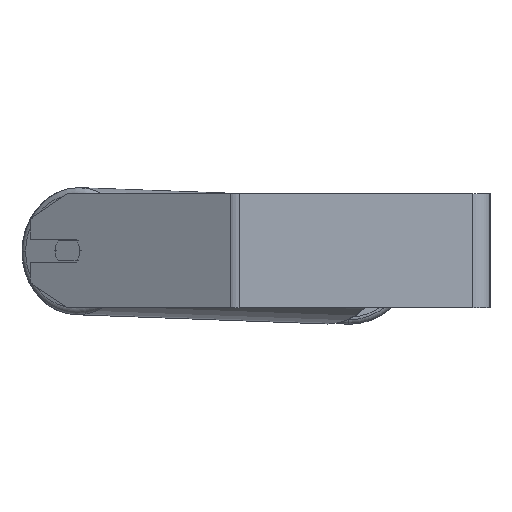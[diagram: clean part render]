
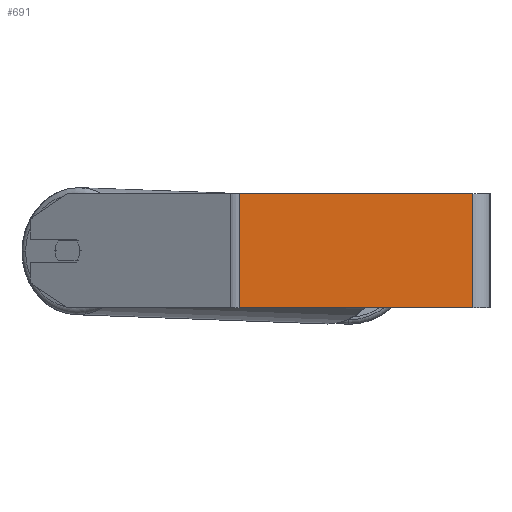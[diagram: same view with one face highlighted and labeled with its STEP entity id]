
A CAD part, left-side view. The second image highlights one B-rep face of the part: STEP entity #691.
In plain terms, the highlighted planar face has unit normal (-1, 0, 0).
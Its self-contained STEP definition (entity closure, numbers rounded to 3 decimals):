
#90 = EDGE_CURVE ( 'NONE', #7236, #1132, #4115, .T. ) ;
#204 = DIRECTION ( 'NONE',  ( 0., 0., -1. ) ) ;
#261 = DIRECTION ( 'NONE',  ( 0., 0., -1. ) ) ;
#314 = CARTESIAN_POINT ( 'NONE',  ( -605., 12., -40. ) ) ;
#473 = DIRECTION ( 'NONE',  ( 0., -1., 0. ) ) ;
#691 = ADVANCED_FACE ( 'NONE', ( #2917 ), #8173, .F. ) ;
#695 = ORIENTED_EDGE ( 'NONE', *, *, #5217, .T. ) ;
#1043 = VERTEX_POINT ( 'NONE', #2187 ) ;
#1132 = VERTEX_POINT ( 'NONE', #314 ) ;
#1221 = VERTEX_POINT ( 'NONE', #3536 ) ;
#1333 = CARTESIAN_POINT ( 'NONE',  ( -605., 12., 40. ) ) ;
#1884 = AXIS2_PLACEMENT_3D ( 'NONE', #8212, #2165, #204 ) ;
#2165 = DIRECTION ( 'NONE',  ( 1., 0., 0. ) ) ;
#2187 = CARTESIAN_POINT ( 'NONE',  ( -605., 175.376, -40. ) ) ;
#2917 = FACE_OUTER_BOUND ( 'NONE', #6888, .T. ) ;
#3404 = DIRECTION ( 'NONE',  ( 0., 0., -1. ) ) ;
#3536 = CARTESIAN_POINT ( 'NONE',  ( -605., 175.376, 40. ) ) ;
#3677 = CARTESIAN_POINT ( 'NONE',  ( -605., 175.376, 40. ) ) ;
#3886 = VECTOR ( 'NONE', #4540, 1000. ) ;
#4115 = LINE ( 'NONE', #1333, #7661 ) ;
#4136 = ORIENTED_EDGE ( 'NONE', *, *, #90, .F. ) ;
#4234 = EDGE_CURVE ( 'NONE', #1043, #1132, #6540, .T. ) ;
#4539 = LINE ( 'NONE', #8707, #6593 ) ;
#4540 = DIRECTION ( 'NONE',  ( 0., -1., 0. ) ) ;
#4610 = VECTOR ( 'NONE', #261, 1000. ) ;
#5217 = EDGE_CURVE ( 'NONE', #1221, #1043, #7117, .T. ) ;
#5447 = EDGE_CURVE ( 'NONE', #1221, #7236, #4539, .T. ) ;
#5580 = ORIENTED_EDGE ( 'NONE', *, *, #5447, .F. ) ;
#5645 = CARTESIAN_POINT ( 'NONE',  ( -605., 12., 40. ) ) ;
#5973 = ORIENTED_EDGE ( 'NONE', *, *, #4234, .T. ) ;
#6540 = LINE ( 'NONE', #7163, #3886 ) ;
#6593 = VECTOR ( 'NONE', #473, 1000. ) ;
#6888 = EDGE_LOOP ( 'NONE', ( #5973, #4136, #5580, #695 ) ) ;
#7117 = LINE ( 'NONE', #3677, #4610 ) ;
#7163 = CARTESIAN_POINT ( 'NONE',  ( -605., 178.591, -40. ) ) ;
#7236 = VERTEX_POINT ( 'NONE', #5645 ) ;
#7661 = VECTOR ( 'NONE', #3404, 1000. ) ;
#8173 = PLANE ( 'NONE',  #1884 ) ;
#8212 = CARTESIAN_POINT ( 'NONE',  ( -605., 178.591, 40. ) ) ;
#8707 = CARTESIAN_POINT ( 'NONE',  ( -605., 178.591, 40. ) ) ;
